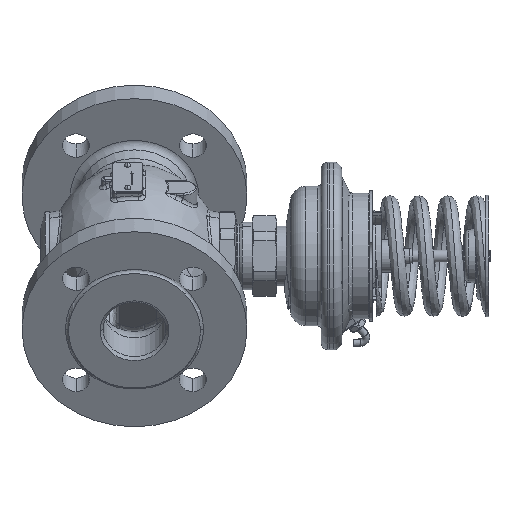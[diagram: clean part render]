
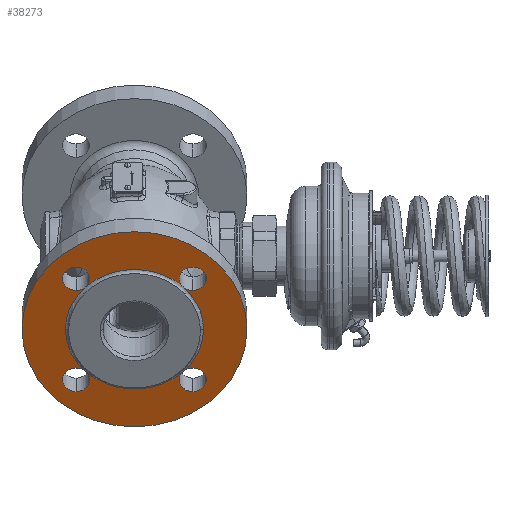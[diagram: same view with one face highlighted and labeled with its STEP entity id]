
A CAD part, top view. The second image highlights one B-rep face of the part: STEP entity #38273.
In plain terms, the highlighted planar face has unit normal (0, -0.5, 0.866).
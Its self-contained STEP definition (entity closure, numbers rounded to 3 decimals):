
#14303=CARTESIAN_POINT('',(-127.1,-49.,84.87));
#14304=DIRECTION('',(0.,-0.5,0.866));
#14305=DIRECTION('',(-1.,0.,0.));
#14306=AXIS2_PLACEMENT_3D('',#14303,#14304,#14305);
#14308=CARTESIAN_POINT('',(-127.1,-49.,84.87));
#14309=DIRECTION('',(0.,0.5,-0.866));
#14310=DIRECTION('',(-1.,0.,0.));
#14311=AXIS2_PLACEMENT_3D('',#14308,#14309,#14310);
#14313=CARTESIAN_POINT('',(-88.209,-15.32,
104.316));
#14314=DIRECTION('',(0.,0.5,-0.866));
#14315=DIRECTION('',(0.,0.866,0.5));
#14316=AXIS2_PLACEMENT_3D('',#14313,#14314,#14315);
#14318=CARTESIAN_POINT('',(-88.209,-15.32,
104.316));
#14319=DIRECTION('',(0.,0.5,-0.866));
#14320=DIRECTION('',(-0.707,-0.612,-0.354));
#14321=AXIS2_PLACEMENT_3D('',#14318,#14319,#14320);
#14323=CARTESIAN_POINT('',(-165.991,-15.32,
104.316));
#14324=DIRECTION('',(0.,0.5,-0.866));
#14325=DIRECTION('',(0.,0.866,0.5));
#14326=AXIS2_PLACEMENT_3D('',#14323,#14324,#14325);
#14328=CARTESIAN_POINT('',(-165.991,-15.32,
104.316));
#14329=DIRECTION('',(0.,0.5,-0.866));
#14330=DIRECTION('',(0.,-0.866,-0.5));
#14331=AXIS2_PLACEMENT_3D('',#14328,#14329,#14330);
#14333=CARTESIAN_POINT('',(-165.991,-15.32,
104.316));
#14334=DIRECTION('',(0.,0.5,-0.866));
#14335=DIRECTION('',(0.707,-0.612,-0.354));
#14336=AXIS2_PLACEMENT_3D('',#14333,#14334,#14335);
#14338=CARTESIAN_POINT('',(-165.991,-82.68,
65.425));
#14339=DIRECTION('',(0.,0.5,-0.866));
#14340=DIRECTION('',(0.,0.866,0.5));
#14341=AXIS2_PLACEMENT_3D('',#14338,#14339,#14340);
#14343=CARTESIAN_POINT('',(-165.991,-82.68,
65.425));
#14344=DIRECTION('',(0.,0.5,-0.866));
#14345=DIRECTION('',(0.,-0.866,-0.5));
#14346=AXIS2_PLACEMENT_3D('',#14343,#14344,#14345);
#14348=CARTESIAN_POINT('',(-165.991,-82.68,
65.425));
#14349=DIRECTION('',(0.,0.5,-0.866));
#14350=DIRECTION('',(0.707,0.612,0.354));
#14351=AXIS2_PLACEMENT_3D('',#14348,#14349,#14350);
#14353=CARTESIAN_POINT('',(-88.209,-82.68,
65.425));
#14354=DIRECTION('',(0.,0.5,-0.866));
#14355=DIRECTION('',(0.,-0.866,-0.5));
#14356=AXIS2_PLACEMENT_3D('',#14353,#14354,#14355);
#14358=CARTESIAN_POINT('',(-88.209,-82.68,
65.425));
#14359=DIRECTION('',(0.,0.5,-0.866));
#14360=DIRECTION('',(0.,0.866,0.5));
#14361=AXIS2_PLACEMENT_3D('',#14358,#14359,#14360);
#14363=CARTESIAN_POINT('',(-88.209,-82.68,
65.425));
#14364=DIRECTION('',(0.,0.5,-0.866));
#14365=DIRECTION('',(-0.707,0.612,0.354));
#14366=AXIS2_PLACEMENT_3D('',#14363,#14364,#14365);
#14368=CARTESIAN_POINT('',(-88.209,-15.32,
104.316));
#14369=DIRECTION('',(0.,0.5,-0.866));
#14370=DIRECTION('',(0.,-0.866,-0.5));
#14371=AXIS2_PLACEMENT_3D('',#14368,#14369,#14370);
#14381=CARTESIAN_POINT('',(-127.1,-49.,84.87));
#14382=DIRECTION('',(0.,0.5,-0.866));
#14383=DIRECTION('',(-1.,0.,0.));
#14384=AXIS2_PLACEMENT_3D('',#14381,#14382,#14383);
#14386=CARTESIAN_POINT('',(-127.1,-49.,84.87));
#14387=DIRECTION('',(0.,0.5,-0.866));
#14388=DIRECTION('',(-0.707,0.612,0.354));
#14389=AXIS2_PLACEMENT_3D('',#14386,#14387,#14388);
#14391=CARTESIAN_POINT('',(-127.1,-49.,84.87));
#14392=DIRECTION('',(0.,0.5,-0.866));
#14393=DIRECTION('',(0.707,0.612,0.354));
#14394=AXIS2_PLACEMENT_3D('',#14391,#14392,#14393);
#14396=CARTESIAN_POINT('',(-127.1,-49.,84.87));
#14397=DIRECTION('',(0.,-0.5,0.866));
#14398=DIRECTION('',(-1.,0.,0.));
#14399=AXIS2_PLACEMENT_3D('',#14396,#14397,#14398);
#14411=CARTESIAN_POINT('',(-127.1,-49.,84.87));
#14412=DIRECTION('',(0.,-0.5,0.866));
#14413=DIRECTION('',(0.707,-0.612,-0.354));
#14414=AXIS2_PLACEMENT_3D('',#14411,#14412,#14413);
#14416=CARTESIAN_POINT('',(-127.1,-49.,84.87));
#14417=DIRECTION('',(0.,-0.5,0.866));
#14418=DIRECTION('',(-0.707,-0.612,-0.354));
#14419=AXIS2_PLACEMENT_3D('',#14416,#14417,#14418);
#21212=CARTESIAN_POINT('',(-202.1,-49.,84.87));
#21214=VERTEX_POINT('',#21212);
#21215=CARTESIAN_POINT('',(-173.1,-49.,84.87));
#21217=VERTEX_POINT('',#21215);
#21254=CARTESIAN_POINT('',(-52.1,-49.,84.87));
#21256=VERTEX_POINT('',#21254);
#21257=CARTESIAN_POINT('',(-81.1,-49.,84.87));
#21259=VERTEX_POINT('',#21257);
#21743=CARTESIAN_POINT('',(-88.209,-7.525,
108.816));
#21744=CARTESIAN_POINT('',(-88.209,-23.114,
99.816));
#21745=VERTEX_POINT('',#21743);
#21746=VERTEX_POINT('',#21744);
#21747=CARTESIAN_POINT('',(-94.573,-20.831,
101.134));
#21748=VERTEX_POINT('',#21747);
#21749=CARTESIAN_POINT('',(-88.209,-74.886,
69.925));
#21750=CARTESIAN_POINT('',(-88.209,-90.475,
60.925));
#21751=VERTEX_POINT('',#21749);
#21752=VERTEX_POINT('',#21750);
#21753=CARTESIAN_POINT('',(-94.573,-77.169,
68.607));
#21754=VERTEX_POINT('',#21753);
#21755=CARTESIAN_POINT('',(-165.991,-74.886,
69.925));
#21756=CARTESIAN_POINT('',(-159.627,-77.169,
68.607));
#21757=VERTEX_POINT('',#21755);
#21758=VERTEX_POINT('',#21756);
#21759=CARTESIAN_POINT('',(-165.991,-90.475,
60.925));
#21760=VERTEX_POINT('',#21759);
#21761=CARTESIAN_POINT('',(-165.991,-7.525,
108.816));
#21762=CARTESIAN_POINT('',(-159.627,-20.831,
101.134));
#21763=VERTEX_POINT('',#21761);
#21764=VERTEX_POINT('',#21762);
#21765=CARTESIAN_POINT('',(-165.991,-23.114,
99.816));
#21766=VERTEX_POINT('',#21765);
#38226=CARTESIAN_POINT('',(-127.1,-49.,84.87));
#38227=DIRECTION('',(0.,0.5,-0.866));
#38228=DIRECTION('',(1.,0.,0.));
#38229=AXIS2_PLACEMENT_3D('',#38226,#38227,#38228);
#38230=PLANE('',#38229);
#38231=ORIENTED_EDGE('',*,*,#38219,.F.);
#38232=ORIENTED_EDGE('',*,*,#38208,.T.);
#38233=EDGE_LOOP('',(#38231,#38232));
#38234=FACE_OUTER_BOUND('',#38233,.F.);
#38236=ORIENTED_EDGE('',*,*,#38235,.F.);
#38238=ORIENTED_EDGE('',*,*,#38237,.F.);
#38240=ORIENTED_EDGE('',*,*,#38239,.F.);
#38242=ORIENTED_EDGE('',*,*,#38241,.F.);
#38244=ORIENTED_EDGE('',*,*,#38243,.F.);
#38246=ORIENTED_EDGE('',*,*,#38245,.F.);
#38248=ORIENTED_EDGE('',*,*,#38247,.F.);
#38250=ORIENTED_EDGE('',*,*,#38249,.T.);
#38252=ORIENTED_EDGE('',*,*,#38251,.F.);
#38254=ORIENTED_EDGE('',*,*,#38253,.F.);
#38256=ORIENTED_EDGE('',*,*,#38255,.F.);
#38258=ORIENTED_EDGE('',*,*,#38257,.T.);
#38260=ORIENTED_EDGE('',*,*,#38259,.F.);
#38262=ORIENTED_EDGE('',*,*,#38261,.F.);
#38264=ORIENTED_EDGE('',*,*,#38263,.F.);
#38266=ORIENTED_EDGE('',*,*,#38265,.T.);
#38268=ORIENTED_EDGE('',*,*,#38267,.F.);
#38270=ORIENTED_EDGE('',*,*,#38269,.F.);
#38271=EDGE_LOOP('',(#38236,#38238,#38240,#38242,#38244,#38246,#38248,#38250,
#38252,#38254,#38256,#38258,#38260,#38262,#38264,#38266,#38268,#38270));
#38272=FACE_BOUND('',#38271,.F.);
#38273=ADVANCED_FACE('',(#38234,#38272),#38230,.F.);
#14307=CIRCLE('',#14306,75.);
#14312=CIRCLE('',#14311,75.);
#14317=CIRCLE('',#14316,9.);
#14322=CIRCLE('',#14321,9.);
#14327=CIRCLE('',#14326,9.);
#14332=CIRCLE('',#14331,9.);
#14337=CIRCLE('',#14336,9.);
#14342=CIRCLE('',#14341,9.);
#14347=CIRCLE('',#14346,9.);
#14352=CIRCLE('',#14351,9.);
#14357=CIRCLE('',#14356,9.);
#14362=CIRCLE('',#14361,9.);
#14367=CIRCLE('',#14366,9.);
#14372=CIRCLE('',#14371,9.);
#14385=CIRCLE('',#14384,46.);
#14390=CIRCLE('',#14389,46.);
#14395=CIRCLE('',#14394,46.);
#14400=CIRCLE('',#14399,46.);
#14415=CIRCLE('',#14414,46.);
#14420=CIRCLE('',#14419,46.);
#38208=EDGE_CURVE('',#21214,#21256,#14312,.T.);
#38219=EDGE_CURVE('',#21214,#21256,#14307,.T.);
#38235=EDGE_CURVE('',#21745,#21746,#14317,.T.);
#38237=EDGE_CURVE('',#21748,#21745,#14322,.T.);
#38239=EDGE_CURVE('',#21764,#21748,#14390,.T.);
#38241=EDGE_CURVE('',#21763,#21764,#14327,.T.);
#38243=EDGE_CURVE('',#21766,#21763,#14332,.T.);
#38245=EDGE_CURVE('',#21764,#21766,#14337,.T.);
#38247=EDGE_CURVE('',#21217,#21764,#14385,.T.);
#38249=EDGE_CURVE('',#21217,#21758,#14400,.T.);
#38251=EDGE_CURVE('',#21757,#21758,#14342,.T.);
#38253=EDGE_CURVE('',#21760,#21757,#14347,.T.);
#38255=EDGE_CURVE('',#21758,#21760,#14352,.T.);
#38257=EDGE_CURVE('',#21758,#21754,#14420,.T.);
#38259=EDGE_CURVE('',#21752,#21754,#14357,.T.);
#38261=EDGE_CURVE('',#21751,#21752,#14362,.T.);
#38263=EDGE_CURVE('',#21754,#21751,#14367,.T.);
#38265=EDGE_CURVE('',#21754,#21259,#14415,.T.);
#38267=EDGE_CURVE('',#21748,#21259,#14395,.T.);
#38269=EDGE_CURVE('',#21746,#21748,#14372,.T.);
